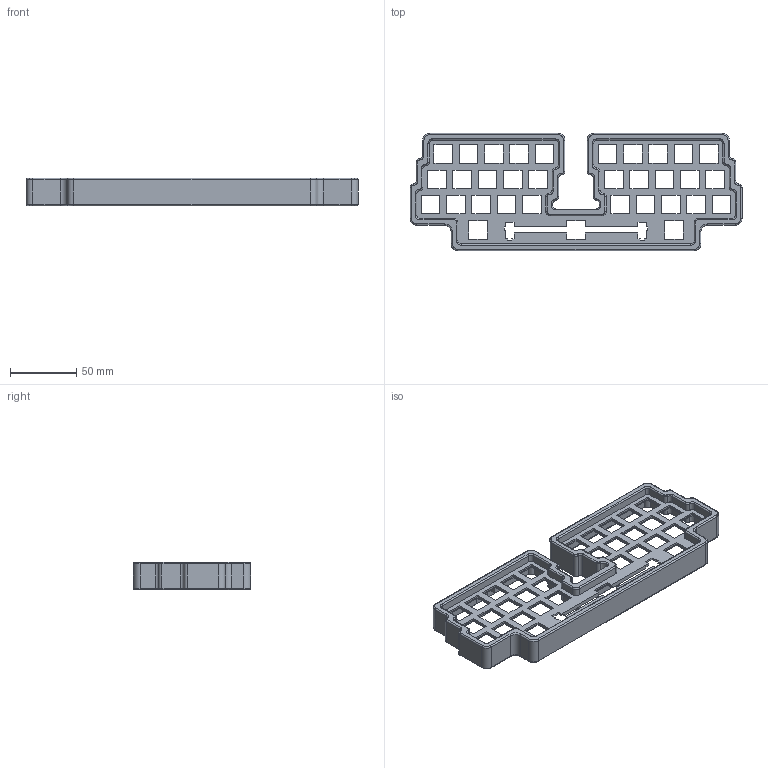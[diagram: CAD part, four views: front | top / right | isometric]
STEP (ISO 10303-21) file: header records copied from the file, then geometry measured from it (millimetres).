
FILE_DESCRIPTION(('HOOPS Exchange Step'),'2;1');
FILE_NAME('temp_export','2024-01-02T00:16:48-05:00',('jscotto'),('Shapr3D Limited'),'HOOPS Exchange 2023.2','Shapr3D','Authorized');
FILE_SCHEMA( ('AUTOMOTIVE_DESIGN { 1 0 10303 214 1 1 1 1 }') );
Length unit declared in the file: millimetre
Products named in the file (1): Integrated Case (ATmega32U4 Pro Micro)
Bounding box: 250.12 x 88.2 x 20.6 mm (x, y, z)
Volume: 95841.4 mm3; surface area: 59566.1 mm2
Topology: 1 solids, 1 shells, 701 faces, 1845 edges, 1188 vertices
Faces by surface type: plane 435, cylinder 184, torus 82
Full cylindrical faces by diameter (mm): 3.25 x10
Entity records: 21713 total; most frequent: CARTESIAN_POINT 3819, DIRECTION 3731, ORIENTED_EDGE 3690, EDGE_CURVE 1845, VECTOR 1355, LINE 1355, AXIS2_PLACEMENT_3D 1188, VERTEX_POINT 1188
